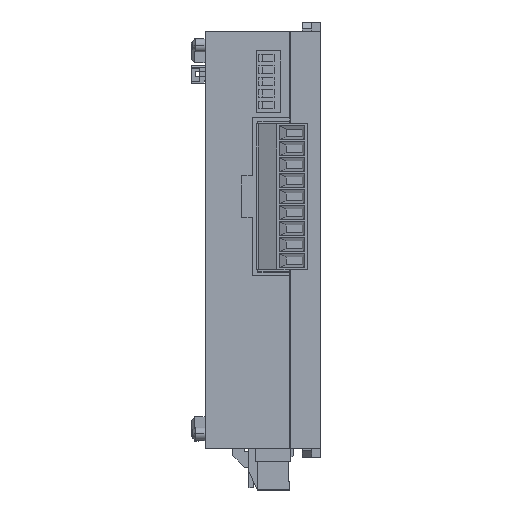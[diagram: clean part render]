
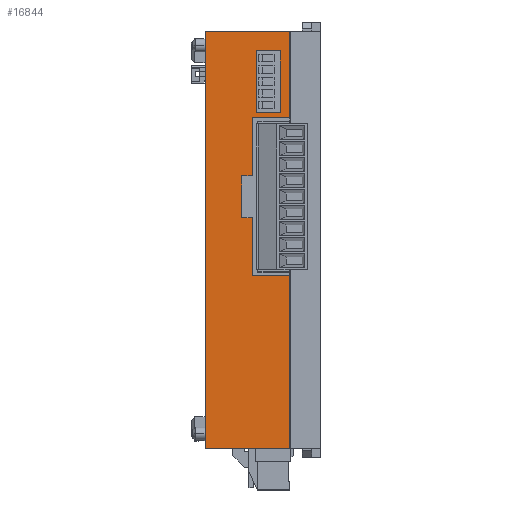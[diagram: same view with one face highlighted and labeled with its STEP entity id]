
A CAD part, top view. The second image highlights one B-rep face of the part: STEP entity #16844.
In plain terms, the highlighted planar face has unit normal (0, 0, 1).
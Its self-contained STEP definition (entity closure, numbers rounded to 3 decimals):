
#668 = ORIENTED_EDGE ( 'NONE', *, *, #1440, .F. ) ;
#1371 = VERTEX_POINT ( 'NONE', #17477 ) ;
#1372 = VERTEX_POINT ( 'NONE', #17475 ) ;
#1440 = EDGE_CURVE ( 'NONE', #1371, #1372, #17585, .T. ) ;
#1460 = EDGE_CURVE ( 'NONE', #1474, #1473, #17673, .T. ) ;
#1473 = VERTEX_POINT ( 'NONE', #17665 ) ;
#1474 = VERTEX_POINT ( 'NONE', #17661 ) ;
#1542 = VERTEX_POINT ( 'NONE', #17792 ) ;
#1544 = EDGE_CURVE ( 'NONE', #1542, #1474, #17787, .T. ) ;
#2144 = EDGE_CURVE ( 'NONE', #1371, #1542, #18727, .T. ) ;
#4756 = ORIENTED_EDGE ( 'NONE', *, *, #2144, .T. ) ;
#10288 = EDGE_LOOP ( 'NONE', ( #12571, #668, #4756, #16863, #16856, #16849, #16850, #16854, #16851, #16857, #16814, #16815 ) ) ;
#12571 = ORIENTED_EDGE ( 'NONE', *, *, #12592, .F. ) ;
#12592 = EDGE_CURVE ( 'NONE', #1372, #16847, #14550, .T. ) ;
#14526 = CARTESIAN_POINT ( 'NONE',  ( -1.5, 27.5, 60. ) ) ;
#14527 = LINE ( 'NONE', #14526, #14625 ) ;
#14538 = DIRECTION ( 'NONE',  ( -1., 0., 0. ) ) ;
#14539 = VECTOR ( 'NONE', #14538, 1000. ) ;
#14540 = CARTESIAN_POINT ( 'NONE',  ( -2.3, 26.3, 60. ) ) ;
#14550 = LINE ( 'NONE', #14540, #14539 ) ;
#14585 = LINE ( 'NONE', #14647, #14646 ) ;
#14590 = VECTOR ( 'NONE', #14643, 1000. ) ;
#14591 = CARTESIAN_POINT ( 'NONE',  ( -2.3, 26.3, 60. ) ) ;
#14592 = LINE ( 'NONE', #14591, #14590 ) ;
#14601 = CARTESIAN_POINT ( 'NONE',  ( -1.5, 40.7, 60. ) ) ;
#14602 = CARTESIAN_POINT ( 'NONE',  ( 3.7, 40.7, 60. ) ) ;
#14617 = DIRECTION ( 'NONE',  ( 0., 1., 0. ) ) ;
#14618 = VECTOR ( 'NONE', #14617, 1000. ) ;
#14624 = DIRECTION ( 'NONE',  ( 1., 0., 0. ) ) ;
#14625 = VECTOR ( 'NONE', #14624, 1000. ) ;
#14626 = VECTOR ( 'NONE', #14632, 1000. ) ;
#14627 = CARTESIAN_POINT ( 'NONE',  ( -4.6, 4.75, 60. ) ) ;
#14628 = CARTESIAN_POINT ( 'NONE',  ( -1.5, 27.5, 60. ) ) ;
#14631 = CARTESIAN_POINT ( 'NONE',  ( 3.7, 27.5, 60. ) ) ;
#14632 = DIRECTION ( 'NONE',  ( -1., 0., 0. ) ) ;
#14633 = CARTESIAN_POINT ( 'NONE',  ( -4.6, 13.75, 60. ) ) ;
#14634 = LINE ( 'NONE', #14633, #14626 ) ;
#14636 = CARTESIAN_POINT ( 'NONE',  ( 3.7, 40.7, 60. ) ) ;
#14637 = LINE ( 'NONE', #14636, #14618 ) ;
#14638 = DIRECTION ( 'NONE',  ( 0., -1., 0. ) ) ;
#14639 = VECTOR ( 'NONE', #14638, 1000. ) ;
#14640 = CARTESIAN_POINT ( 'NONE',  ( -4.6, 13.75, 60. ) ) ;
#14641 = LINE ( 'NONE', #14640, #14639 ) ;
#14643 = DIRECTION ( 'NONE',  ( 0., -1., 0. ) ) ;
#14645 = DIRECTION ( 'NONE',  ( 0., -1., 0. ) ) ;
#14646 = VECTOR ( 'NONE', #14645, 1000. ) ;
#14647 = CARTESIAN_POINT ( 'NONE',  ( -1.5, 40.7, 60. ) ) ;
#14650 = LINE ( 'NONE', #14702, #14701 ) ;
#14653 = DIRECTION ( 'NONE',  ( 1., 0., 0. ) ) ;
#14654 = VECTOR ( 'NONE', #14653, 1000. ) ;
#14655 = CARTESIAN_POINT ( 'NONE',  ( -2.3, 26.3, 60. ) ) ;
#14656 = DIRECTION ( 'NONE',  ( 1., 0., 0. ) ) ;
#14657 = DIRECTION ( 'NONE',  ( 0., 0., 1. ) ) ;
#14658 = CARTESIAN_POINT ( 'NONE',  ( -12.5, -45., 60. ) ) ;
#14659 = CARTESIAN_POINT ( 'NONE',  ( -4.6, 4.75, 60. ) ) ;
#14660 = LINE ( 'NONE', #14659, #14654 ) ;
#14661 = DIRECTION ( 'NONE',  ( 0., -1., 0. ) ) ;
#14662 = VECTOR ( 'NONE', #14661, 1000. ) ;
#14663 = CARTESIAN_POINT ( 'NONE',  ( -2.3, 4.75, 60. ) ) ;
#14664 = AXIS2_PLACEMENT_3D ( 'NONE', #14658, #14657, #14656 ) ;
#14665 = FACE_OUTER_BOUND ( 'NONE', #10288, .T. ) ;
#14669 = LINE ( 'NONE', #14663, #14662 ) ;
#14670 = CARTESIAN_POINT ( 'NONE',  ( 5.8, -7.8, 60. ) ) ;
#14671 = CARTESIAN_POINT ( 'NONE',  ( -2.3, -7.8, 60. ) ) ;
#14674 = PLANE ( 'NONE',  #14664 ) ;
#14675 = CARTESIAN_POINT ( 'NONE',  ( -2.3, 13.75, 60. ) ) ;
#14676 = FACE_BOUND ( 'NONE', #16820, .T. ) ;
#14689 = DIRECTION ( 'NONE',  ( -1., 0., 0. ) ) ;
#14690 = VECTOR ( 'NONE', #14689, 1000. ) ;
#14691 = CARTESIAN_POINT ( 'NONE',  ( -1.5, 40.7, 60. ) ) ;
#14694 = LINE ( 'NONE', #14691, #14690 ) ;
#14695 = CARTESIAN_POINT ( 'NONE',  ( -2.3, 4.75, 60. ) ) ;
#14696 = DIRECTION ( 'NONE',  ( 0., -1., 0. ) ) ;
#14697 = VECTOR ( 'NONE', #14696, 1000. ) ;
#14698 = CARTESIAN_POINT ( 'NONE',  ( 5.8, -45., 60. ) ) ;
#14699 = CARTESIAN_POINT ( 'NONE',  ( -4.6, 13.75, 60. ) ) ;
#14700 = DIRECTION ( 'NONE',  ( 1., 0., 0. ) ) ;
#14701 = VECTOR ( 'NONE', #14700, 1000. ) ;
#14702 = CARTESIAN_POINT ( 'NONE',  ( -2.3, -7.8, 60. ) ) ;
#14703 = LINE ( 'NONE', #14698, #14697 ) ;
#16810 = VERTEX_POINT ( 'NONE', #14602 ) ;
#16811 = ORIENTED_EDGE ( 'NONE', *, *, #16813, .F. ) ;
#16813 = EDGE_CURVE ( 'NONE', #16818, #16833, #14585, .T. ) ;
#16814 = ORIENTED_EDGE ( 'NONE', *, *, #16822, .F. ) ;
#16815 = ORIENTED_EDGE ( 'NONE', *, *, #16816, .F. ) ;
#16816 = EDGE_CURVE ( 'NONE', #16847, #16853, #14592, .T. ) ;
#16817 = EDGE_CURVE ( 'NONE', #16864, #16823, #14641, .T. ) ;
#16818 = VERTEX_POINT ( 'NONE', #14601 ) ;
#16820 = EDGE_LOOP ( 'NONE', ( #16811, #16830, #16831, #16825 ) ) ;
#16822 = EDGE_CURVE ( 'NONE', #16853, #16864, #14634, .T. ) ;
#16823 = VERTEX_POINT ( 'NONE', #14627 ) ;
#16825 = ORIENTED_EDGE ( 'NONE', *, *, #16829, .F. ) ;
#16829 = EDGE_CURVE ( 'NONE', #16833, #16836, #14527, .T. ) ;
#16830 = ORIENTED_EDGE ( 'NONE', *, *, #16861, .F. ) ;
#16831 = ORIENTED_EDGE ( 'NONE', *, *, #16832, .F. ) ;
#16832 = EDGE_CURVE ( 'NONE', #16836, #16810, #14637, .T. ) ;
#16833 = VERTEX_POINT ( 'NONE', #14628 ) ;
#16836 = VERTEX_POINT ( 'NONE', #14631 ) ;
#16843 = EDGE_CURVE ( 'NONE', #16862, #16855, #14669, .T. ) ;
#16844 = ADVANCED_FACE ( 'NONE', ( #14665, #14676 ), #14674, .T. ) ;
#16845 = EDGE_CURVE ( 'NONE', #16823, #16862, #14660, .T. ) ;
#16847 = VERTEX_POINT ( 'NONE', #14655 ) ;
#16849 = ORIENTED_EDGE ( 'NONE', *, *, #16860, .F. ) ;
#16850 = ORIENTED_EDGE ( 'NONE', *, *, #16859, .F. ) ;
#16851 = ORIENTED_EDGE ( 'NONE', *, *, #16845, .F. ) ;
#16853 = VERTEX_POINT ( 'NONE', #14675 ) ;
#16854 = ORIENTED_EDGE ( 'NONE', *, *, #16843, .F. ) ;
#16855 = VERTEX_POINT ( 'NONE', #14671 ) ;
#16856 = ORIENTED_EDGE ( 'NONE', *, *, #1460, .T. ) ;
#16857 = ORIENTED_EDGE ( 'NONE', *, *, #16817, .F. ) ;
#16858 = VERTEX_POINT ( 'NONE', #14670 ) ;
#16859 = EDGE_CURVE ( 'NONE', #16855, #16858, #14650, .T. ) ;
#16860 = EDGE_CURVE ( 'NONE', #16858, #1473, #14703, .T. ) ;
#16861 = EDGE_CURVE ( 'NONE', #16810, #16818, #14694, .T. ) ;
#16862 = VERTEX_POINT ( 'NONE', #14695 ) ;
#16863 = ORIENTED_EDGE ( 'NONE', *, *, #1544, .T. ) ;
#16864 = VERTEX_POINT ( 'NONE', #14699 ) ;
#17475 = CARTESIAN_POINT ( 'NONE',  ( 5.8, 26.3, 60. ) ) ;
#17477 = CARTESIAN_POINT ( 'NONE',  ( 5.8, 45., 60. ) ) ;
#17581 = DIRECTION ( 'NONE',  ( 0., -1., 0. ) ) ;
#17582 = VECTOR ( 'NONE', #17581, 1000. ) ;
#17583 = CARTESIAN_POINT ( 'NONE',  ( 5.8, -45., 60. ) ) ;
#17585 = LINE ( 'NONE', #17583, #17582 ) ;
#17661 = CARTESIAN_POINT ( 'NONE',  ( -12.5, -45., 60. ) ) ;
#17665 = CARTESIAN_POINT ( 'NONE',  ( 5.8, -45., 60. ) ) ;
#17670 = DIRECTION ( 'NONE',  ( 1., 0., 0. ) ) ;
#17671 = VECTOR ( 'NONE', #17670, 1000. ) ;
#17672 = CARTESIAN_POINT ( 'NONE',  ( -12.5, -45., 60. ) ) ;
#17673 = LINE ( 'NONE', #17672, #17671 ) ;
#17784 = DIRECTION ( 'NONE',  ( 0., -1., 0. ) ) ;
#17785 = VECTOR ( 'NONE', #17784, 1000. ) ;
#17786 = CARTESIAN_POINT ( 'NONE',  ( -12.5, 45., 60. ) ) ;
#17787 = LINE ( 'NONE', #17786, #17785 ) ;
#17792 = CARTESIAN_POINT ( 'NONE',  ( -12.5, 45., 60. ) ) ;
#18712 = CARTESIAN_POINT ( 'NONE',  ( -12.5, 45., 60. ) ) ;
#18727 = LINE ( 'NONE', #18712, #18773 ) ;
#18772 = DIRECTION ( 'NONE',  ( -1., 0., 0. ) ) ;
#18773 = VECTOR ( 'NONE', #18772, 1000. ) ;
